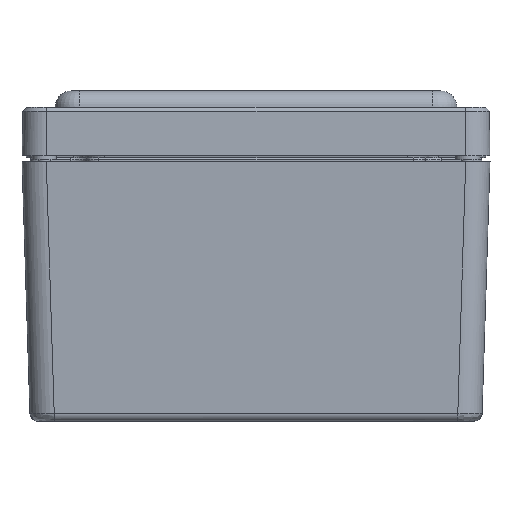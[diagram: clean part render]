
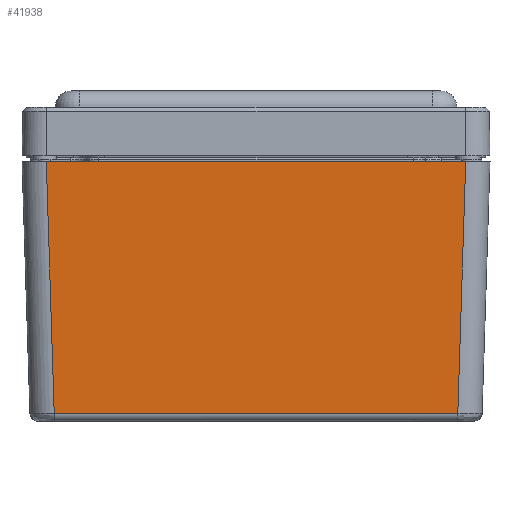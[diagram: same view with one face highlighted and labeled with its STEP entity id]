
A CAD part, front view. The second image highlights one B-rep face of the part: STEP entity #41938.
In plain terms, the highlighted planar face has unit normal (0, -1, -0.031).
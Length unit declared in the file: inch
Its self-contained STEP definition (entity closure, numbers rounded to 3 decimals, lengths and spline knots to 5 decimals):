
#491 = CARTESIAN_POINT ( 'NONE',  ( 3.1065, -3.48131, -0.09753 ) ) ;
#1885 = DIRECTION ( 'NONE',  ( 0., -0.031, 1. ) ) ;
#2478 = AXIS2_PLACEMENT_3D ( 'NONE', #59232, #18203, #1885 ) ;
#3016 = ORIENTED_EDGE ( 'NONE', *, *, #29771, .F. ) ;
#3644 = LINE ( 'NONE', #66708, #22335 ) ;
#5829 = EDGE_CURVE ( 'NONE', #17635, #54456, #66878, .T. ) ;
#9763 = LINE ( 'NONE', #14972, #26768 ) ;
#11638 = VERTEX_POINT ( 'NONE', #47475 ) ;
#13142 = CARTESIAN_POINT ( 'NONE',  ( 3.23527, -3.61008, 4. ) ) ;
#14972 = CARTESIAN_POINT ( 'NONE',  ( -3.23527, -3.61008, 4. ) ) ;
#16298 = VECTOR ( 'NONE', #42122, 39.37008 ) ;
#17519 = ORIENTED_EDGE ( 'NONE', *, *, #34323, .T. ) ;
#17635 = VERTEX_POINT ( 'NONE', #13142 ) ;
#18203 = DIRECTION ( 'NONE',  ( 0., -1., -0.031 ) ) ;
#19107 = CARTESIAN_POINT ( 'NONE',  ( -3.23527, -3.61008, 4. ) ) ;
#21317 = CARTESIAN_POINT ( 'NONE',  ( 3.11336, -3.48818, 0.12107 ) ) ;
#22053 = FACE_OUTER_BOUND ( 'NONE', #62358, .T. ) ;
#22335 = VECTOR ( 'NONE', #61233, 39.37008 ) ;
#25181 = VERTEX_POINT ( 'NONE', #19107 ) ;
#26768 = VECTOR ( 'NONE', #35188, 39.37008 ) ;
#28411 = PLANE ( 'NONE',  #2478 ) ;
#29771 = EDGE_CURVE ( 'NONE', #54456, #11638, #3644, .T. ) ;
#33517 = ORIENTED_EDGE ( 'NONE', *, *, #52383, .T. ) ;
#34323 = EDGE_CURVE ( 'NONE', #25181, #11638, #9763, .T. ) ;
#35188 = DIRECTION ( 'NONE',  ( 0.031, 0.031, -0.999 ) ) ;
#41938 = ADVANCED_FACE ( 'NONE', ( #22053 ), #28411, .T. ) ;
#42122 = DIRECTION ( 'NONE',  ( -0.031, 0.031, -0.999 ) ) ;
#47475 = CARTESIAN_POINT ( 'NONE',  ( -3.11336, -3.48818, 0.12107 ) ) ;
#49349 = DIRECTION ( 'NONE',  ( -1., 0., 0. ) ) ;
#52383 = EDGE_CURVE ( 'NONE', #17635, #25181, #56487, .T. ) ;
#54456 = VERTEX_POINT ( 'NONE', #21317 ) ;
#56487 = LINE ( 'NONE', #59620, #62976 ) ;
#59232 = CARTESIAN_POINT ( 'NONE',  ( 3.48438, -3.48438, 0. ) ) ;
#59620 = CARTESIAN_POINT ( 'NONE',  ( 3.48438, -3.61008, 4. ) ) ;
#61233 = DIRECTION ( 'NONE',  ( -1., 0., 0. ) ) ;
#62358 = EDGE_LOOP ( 'NONE', ( #33517, #17519, #3016, #67222 ) ) ;
#62976 = VECTOR ( 'NONE', #49349, 39.37008 ) ;
#66708 = CARTESIAN_POINT ( 'NONE',  ( 1.74219, -3.48818, 0.12107 ) ) ;
#66878 = LINE ( 'NONE', #491, #16298 ) ;
#67222 = ORIENTED_EDGE ( 'NONE', *, *, #5829, .F. ) ;
